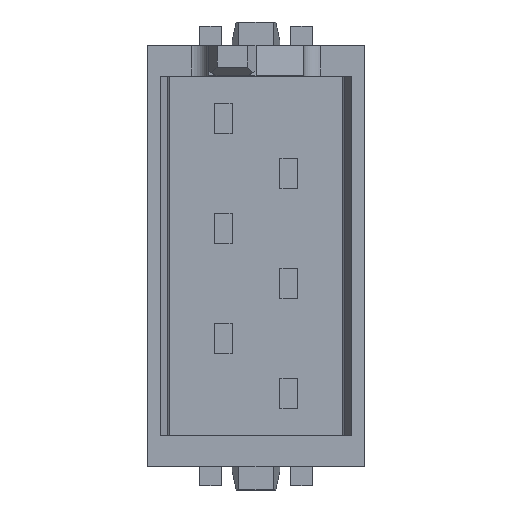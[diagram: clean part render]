
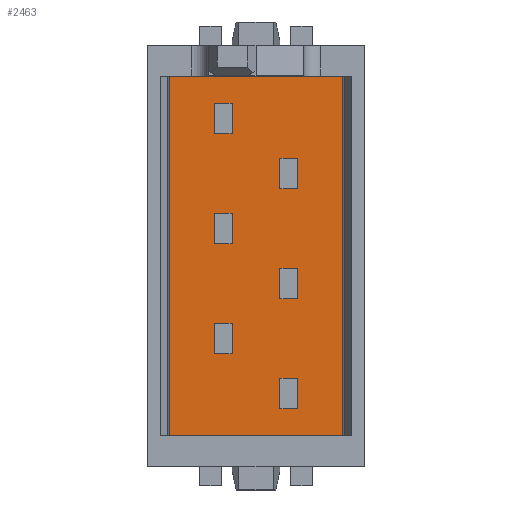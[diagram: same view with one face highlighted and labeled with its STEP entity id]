
A CAD part, top view. The second image highlights one B-rep face of the part: STEP entity #2463.
In plain terms, the highlighted planar face has unit normal (0, 0, 1).
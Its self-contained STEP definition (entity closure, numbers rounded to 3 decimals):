
#2261 = VERTEX_POINT('',#2262);
#2262 = CARTESIAN_POINT('',(-0.7,3.55,1.75));
#2365 = VERTEX_POINT('',#2366);
#2366 = CARTESIAN_POINT('',(3.3,3.55,1.75));
#2372 = EDGE_CURVE('',#2365,#2261,#2373,.T.);
#2373 = LINE('',#2374,#2375);
#2374 = CARTESIAN_POINT('',(3.3,3.55,1.75));
#2375 = VECTOR('',#2376,1.);
#2376 = DIRECTION('',(-1.,0.,0.));
#2395 = EDGE_CURVE('',#2396,#2261,#2398,.T.);
#2396 = VERTEX_POINT('',#2397);
#2397 = CARTESIAN_POINT('',(-0.7,-4.75,1.75));
#2398 = LINE('',#2399,#2400);
#2399 = CARTESIAN_POINT('',(-0.7,-4.75,1.75));
#2400 = VECTOR('',#2401,1.);
#2401 = DIRECTION('',(0.,1.,0.));
#2437 = EDGE_CURVE('',#2396,#2438,#2440,.T.);
#2438 = VERTEX_POINT('',#2439);
#2439 = CARTESIAN_POINT('',(3.3,-4.75,1.75));
#2440 = LINE('',#2441,#2442);
#2441 = CARTESIAN_POINT('',(-0.7,-4.75,1.75));
#2442 = VECTOR('',#2443,1.);
#2443 = DIRECTION('',(1.,0.,0.));
#2463 = ADVANCED_FACE('',(#2464,#2475,#2509,#2543,#2577,#2611,#2645),
  #2679,.T.);
#2464 = FACE_BOUND('',#2465,.F.);
#2465 = EDGE_LOOP('',(#2466,#2472,#2473,#2474));
#2466 = ORIENTED_EDGE('',*,*,#2467,.F.);
#2467 = EDGE_CURVE('',#2438,#2365,#2468,.T.);
#2468 = LINE('',#2469,#2470);
#2469 = CARTESIAN_POINT('',(3.3,-4.75,1.75));
#2470 = VECTOR('',#2471,1.);
#2471 = DIRECTION('',(0.,1.,0.));
#2472 = ORIENTED_EDGE('',*,*,#2437,.F.);
#2473 = ORIENTED_EDGE('',*,*,#2395,.T.);
#2474 = ORIENTED_EDGE('',*,*,#2372,.F.);
#2475 = FACE_BOUND('',#2476,.F.);
#2476 = EDGE_LOOP('',(#2477,#2487,#2495,#2503));
#2477 = ORIENTED_EDGE('',*,*,#2478,.T.);
#2478 = EDGE_CURVE('',#2479,#2481,#2483,.T.);
#2479 = VERTEX_POINT('',#2480);
#2480 = CARTESIAN_POINT('',(0.347,2.225,1.75));
#2481 = VERTEX_POINT('',#2482);
#2482 = CARTESIAN_POINT('',(0.747,2.225,1.75));
#2483 = LINE('',#2484,#2485);
#2484 = CARTESIAN_POINT('',(0.347,2.225,1.75));
#2485 = VECTOR('',#2486,1.);
#2486 = DIRECTION('',(1.,0.,0.));
#2487 = ORIENTED_EDGE('',*,*,#2488,.T.);
#2488 = EDGE_CURVE('',#2481,#2489,#2491,.T.);
#2489 = VERTEX_POINT('',#2490);
#2490 = CARTESIAN_POINT('',(0.747,2.925,1.75));
#2491 = LINE('',#2492,#2493);
#2492 = CARTESIAN_POINT('',(0.747,2.225,1.75));
#2493 = VECTOR('',#2494,1.);
#2494 = DIRECTION('',(0.,1.,0.));
#2495 = ORIENTED_EDGE('',*,*,#2496,.T.);
#2496 = EDGE_CURVE('',#2489,#2497,#2499,.T.);
#2497 = VERTEX_POINT('',#2498);
#2498 = CARTESIAN_POINT('',(0.347,2.925,1.75));
#2499 = LINE('',#2500,#2501);
#2500 = CARTESIAN_POINT('',(0.747,2.925,1.75));
#2501 = VECTOR('',#2502,1.);
#2502 = DIRECTION('',(-1.,0.,0.));
#2503 = ORIENTED_EDGE('',*,*,#2504,.T.);
#2504 = EDGE_CURVE('',#2497,#2479,#2505,.T.);
#2505 = LINE('',#2506,#2507);
#2506 = CARTESIAN_POINT('',(0.347,2.925,1.75));
#2507 = VECTOR('',#2508,1.);
#2508 = DIRECTION('',(0.,-1.,0.));
#2509 = FACE_BOUND('',#2510,.F.);
#2510 = EDGE_LOOP('',(#2511,#2521,#2529,#2537));
#2511 = ORIENTED_EDGE('',*,*,#2512,.T.);
#2512 = EDGE_CURVE('',#2513,#2515,#2517,.T.);
#2513 = VERTEX_POINT('',#2514);
#2514 = CARTESIAN_POINT('',(1.853,0.955,1.75));
#2515 = VERTEX_POINT('',#2516);
#2516 = CARTESIAN_POINT('',(2.253,0.955,1.75));
#2517 = LINE('',#2518,#2519);
#2518 = CARTESIAN_POINT('',(1.853,0.955,1.75));
#2519 = VECTOR('',#2520,1.);
#2520 = DIRECTION('',(1.,0.,0.));
#2521 = ORIENTED_EDGE('',*,*,#2522,.T.);
#2522 = EDGE_CURVE('',#2515,#2523,#2525,.T.);
#2523 = VERTEX_POINT('',#2524);
#2524 = CARTESIAN_POINT('',(2.253,1.655,1.75));
#2525 = LINE('',#2526,#2527);
#2526 = CARTESIAN_POINT('',(2.253,0.955,1.75));
#2527 = VECTOR('',#2528,1.);
#2528 = DIRECTION('',(0.,1.,0.));
#2529 = ORIENTED_EDGE('',*,*,#2530,.T.);
#2530 = EDGE_CURVE('',#2523,#2531,#2533,.T.);
#2531 = VERTEX_POINT('',#2532);
#2532 = CARTESIAN_POINT('',(1.853,1.655,1.75));
#2533 = LINE('',#2534,#2535);
#2534 = CARTESIAN_POINT('',(2.253,1.655,1.75));
#2535 = VECTOR('',#2536,1.);
#2536 = DIRECTION('',(-1.,0.,0.));
#2537 = ORIENTED_EDGE('',*,*,#2538,.T.);
#2538 = EDGE_CURVE('',#2531,#2513,#2539,.T.);
#2539 = LINE('',#2540,#2541);
#2540 = CARTESIAN_POINT('',(1.853,1.655,1.75));
#2541 = VECTOR('',#2542,1.);
#2542 = DIRECTION('',(0.,-1.,0.));
#2543 = FACE_BOUND('',#2544,.F.);
#2544 = EDGE_LOOP('',(#2545,#2555,#2563,#2571));
#2545 = ORIENTED_EDGE('',*,*,#2546,.T.);
#2546 = EDGE_CURVE('',#2547,#2549,#2551,.T.);
#2547 = VERTEX_POINT('',#2548);
#2548 = CARTESIAN_POINT('',(0.347,-0.315,1.75));
#2549 = VERTEX_POINT('',#2550);
#2550 = CARTESIAN_POINT('',(0.747,-0.315,1.75));
#2551 = LINE('',#2552,#2553);
#2552 = CARTESIAN_POINT('',(0.347,-0.315,1.75));
#2553 = VECTOR('',#2554,1.);
#2554 = DIRECTION('',(1.,0.,0.));
#2555 = ORIENTED_EDGE('',*,*,#2556,.T.);
#2556 = EDGE_CURVE('',#2549,#2557,#2559,.T.);
#2557 = VERTEX_POINT('',#2558);
#2558 = CARTESIAN_POINT('',(0.747,0.385,1.75));
#2559 = LINE('',#2560,#2561);
#2560 = CARTESIAN_POINT('',(0.747,-0.315,1.75));
#2561 = VECTOR('',#2562,1.);
#2562 = DIRECTION('',(0.,1.,0.));
#2563 = ORIENTED_EDGE('',*,*,#2564,.T.);
#2564 = EDGE_CURVE('',#2557,#2565,#2567,.T.);
#2565 = VERTEX_POINT('',#2566);
#2566 = CARTESIAN_POINT('',(0.347,0.385,1.75));
#2567 = LINE('',#2568,#2569);
#2568 = CARTESIAN_POINT('',(0.747,0.385,1.75));
#2569 = VECTOR('',#2570,1.);
#2570 = DIRECTION('',(-1.,0.,0.));
#2571 = ORIENTED_EDGE('',*,*,#2572,.T.);
#2572 = EDGE_CURVE('',#2565,#2547,#2573,.T.);
#2573 = LINE('',#2574,#2575);
#2574 = CARTESIAN_POINT('',(0.347,0.385,1.75));
#2575 = VECTOR('',#2576,1.);
#2576 = DIRECTION('',(0.,-1.,0.));
#2577 = FACE_BOUND('',#2578,.F.);
#2578 = EDGE_LOOP('',(#2579,#2589,#2597,#2605));
#2579 = ORIENTED_EDGE('',*,*,#2580,.T.);
#2580 = EDGE_CURVE('',#2581,#2583,#2585,.T.);
#2581 = VERTEX_POINT('',#2582);
#2582 = CARTESIAN_POINT('',(1.853,-0.885,1.75));
#2583 = VERTEX_POINT('',#2584);
#2584 = CARTESIAN_POINT('',(1.853,-1.585,1.75));
#2585 = LINE('',#2586,#2587);
#2586 = CARTESIAN_POINT('',(1.853,-0.885,1.75));
#2587 = VECTOR('',#2588,1.);
#2588 = DIRECTION('',(0.,-1.,0.));
#2589 = ORIENTED_EDGE('',*,*,#2590,.T.);
#2590 = EDGE_CURVE('',#2583,#2591,#2593,.T.);
#2591 = VERTEX_POINT('',#2592);
#2592 = CARTESIAN_POINT('',(2.253,-1.585,1.75));
#2593 = LINE('',#2594,#2595);
#2594 = CARTESIAN_POINT('',(1.853,-1.585,1.75));
#2595 = VECTOR('',#2596,1.);
#2596 = DIRECTION('',(1.,0.,0.));
#2597 = ORIENTED_EDGE('',*,*,#2598,.T.);
#2598 = EDGE_CURVE('',#2591,#2599,#2601,.T.);
#2599 = VERTEX_POINT('',#2600);
#2600 = CARTESIAN_POINT('',(2.253,-0.885,1.75));
#2601 = LINE('',#2602,#2603);
#2602 = CARTESIAN_POINT('',(2.253,-1.585,1.75));
#2603 = VECTOR('',#2604,1.);
#2604 = DIRECTION('',(0.,1.,0.));
#2605 = ORIENTED_EDGE('',*,*,#2606,.T.);
#2606 = EDGE_CURVE('',#2599,#2581,#2607,.T.);
#2607 = LINE('',#2608,#2609);
#2608 = CARTESIAN_POINT('',(2.253,-0.885,1.75));
#2609 = VECTOR('',#2610,1.);
#2610 = DIRECTION('',(-1.,0.,0.));
#2611 = FACE_BOUND('',#2612,.F.);
#2612 = EDGE_LOOP('',(#2613,#2623,#2631,#2639));
#2613 = ORIENTED_EDGE('',*,*,#2614,.T.);
#2614 = EDGE_CURVE('',#2615,#2617,#2619,.T.);
#2615 = VERTEX_POINT('',#2616);
#2616 = CARTESIAN_POINT('',(0.347,-2.855,1.75));
#2617 = VERTEX_POINT('',#2618);
#2618 = CARTESIAN_POINT('',(0.747,-2.855,1.75));
#2619 = LINE('',#2620,#2621);
#2620 = CARTESIAN_POINT('',(0.347,-2.855,1.75));
#2621 = VECTOR('',#2622,1.);
#2622 = DIRECTION('',(1.,0.,0.));
#2623 = ORIENTED_EDGE('',*,*,#2624,.T.);
#2624 = EDGE_CURVE('',#2617,#2625,#2627,.T.);
#2625 = VERTEX_POINT('',#2626);
#2626 = CARTESIAN_POINT('',(0.747,-2.155,1.75));
#2627 = LINE('',#2628,#2629);
#2628 = CARTESIAN_POINT('',(0.747,-2.855,1.75));
#2629 = VECTOR('',#2630,1.);
#2630 = DIRECTION('',(0.,1.,0.));
#2631 = ORIENTED_EDGE('',*,*,#2632,.T.);
#2632 = EDGE_CURVE('',#2625,#2633,#2635,.T.);
#2633 = VERTEX_POINT('',#2634);
#2634 = CARTESIAN_POINT('',(0.347,-2.155,1.75));
#2635 = LINE('',#2636,#2637);
#2636 = CARTESIAN_POINT('',(0.747,-2.155,1.75));
#2637 = VECTOR('',#2638,1.);
#2638 = DIRECTION('',(-1.,0.,0.));
#2639 = ORIENTED_EDGE('',*,*,#2640,.T.);
#2640 = EDGE_CURVE('',#2633,#2615,#2641,.T.);
#2641 = LINE('',#2642,#2643);
#2642 = CARTESIAN_POINT('',(0.347,-2.155,1.75));
#2643 = VECTOR('',#2644,1.);
#2644 = DIRECTION('',(0.,-1.,0.));
#2645 = FACE_BOUND('',#2646,.F.);
#2646 = EDGE_LOOP('',(#2647,#2657,#2665,#2673));
#2647 = ORIENTED_EDGE('',*,*,#2648,.T.);
#2648 = EDGE_CURVE('',#2649,#2651,#2653,.T.);
#2649 = VERTEX_POINT('',#2650);
#2650 = CARTESIAN_POINT('',(1.853,-3.425,1.75));
#2651 = VERTEX_POINT('',#2652);
#2652 = CARTESIAN_POINT('',(1.853,-4.125,1.75));
#2653 = LINE('',#2654,#2655);
#2654 = CARTESIAN_POINT('',(1.853,-3.425,1.75));
#2655 = VECTOR('',#2656,1.);
#2656 = DIRECTION('',(0.,-1.,0.));
#2657 = ORIENTED_EDGE('',*,*,#2658,.T.);
#2658 = EDGE_CURVE('',#2651,#2659,#2661,.T.);
#2659 = VERTEX_POINT('',#2660);
#2660 = CARTESIAN_POINT('',(2.253,-4.125,1.75));
#2661 = LINE('',#2662,#2663);
#2662 = CARTESIAN_POINT('',(1.853,-4.125,1.75));
#2663 = VECTOR('',#2664,1.);
#2664 = DIRECTION('',(1.,0.,0.));
#2665 = ORIENTED_EDGE('',*,*,#2666,.T.);
#2666 = EDGE_CURVE('',#2659,#2667,#2669,.T.);
#2667 = VERTEX_POINT('',#2668);
#2668 = CARTESIAN_POINT('',(2.253,-3.425,1.75));
#2669 = LINE('',#2670,#2671);
#2670 = CARTESIAN_POINT('',(2.253,-4.125,1.75));
#2671 = VECTOR('',#2672,1.);
#2672 = DIRECTION('',(0.,1.,0.));
#2673 = ORIENTED_EDGE('',*,*,#2674,.T.);
#2674 = EDGE_CURVE('',#2667,#2649,#2675,.T.);
#2675 = LINE('',#2676,#2677);
#2676 = CARTESIAN_POINT('',(2.253,-3.425,1.75));
#2677 = VECTOR('',#2678,1.);
#2678 = DIRECTION('',(-1.,0.,0.));
#2679 = PLANE('',#2680);
#2680 = AXIS2_PLACEMENT_3D('',#2681,#2682,#2683);
#2681 = CARTESIAN_POINT('',(1.3,-0.6,1.75));
#2682 = DIRECTION('',(0.,0.,1.));
#2683 = DIRECTION('',(0.,1.,0.));
